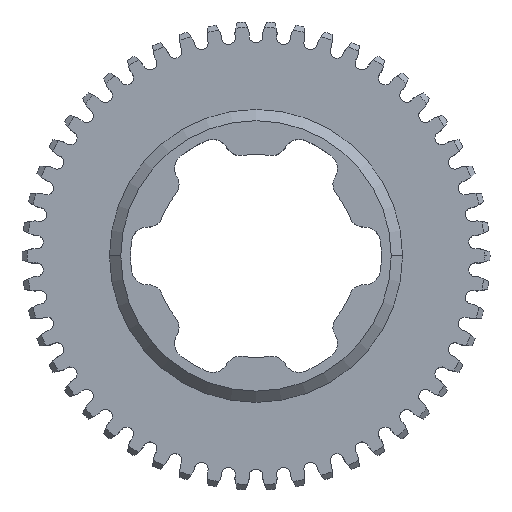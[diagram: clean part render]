
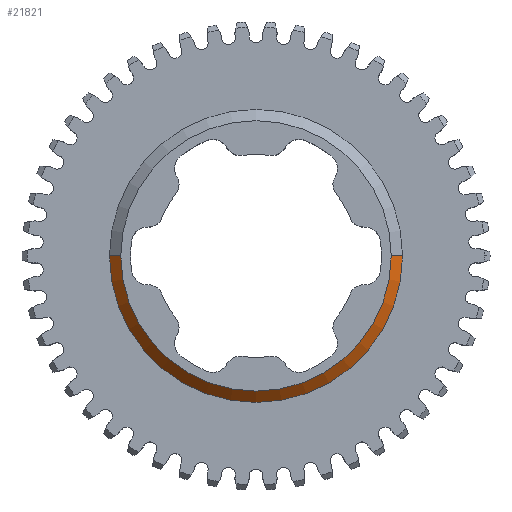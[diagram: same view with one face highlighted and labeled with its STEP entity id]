
A CAD part, top view. The second image highlights one B-rep face of the part: STEP entity #21821.
In plain terms, the highlighted conical face has half-angle 45 degrees and reference radius 20.637 mm.
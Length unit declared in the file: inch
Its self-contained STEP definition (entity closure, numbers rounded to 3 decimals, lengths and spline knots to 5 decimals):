
#457 = VECTOR ( 'NONE', #4875, 39.37008 ) ;
#1121 = DIRECTION ( 'NONE',  ( 1., 0., 0. ) ) ;
#1321 = ORIENTED_EDGE ( 'NONE', *, *, #24689, .F. ) ;
#2070 = DIRECTION ( 'NONE',  ( 0., 0., -1. ) ) ;
#2164 = FACE_OUTER_BOUND ( 'NONE', #14408, .T. ) ;
#2603 = AXIS2_PLACEMENT_3D ( 'NONE', #24679, #15283, #1121 ) ;
#3629 = CIRCLE ( 'NONE', #9865, 0.75 ) ;
#4127 = VERTEX_POINT ( 'NONE', #22459 ) ;
#4231 = CARTESIAN_POINT ( 'NONE',  ( 0., 0., 0.1875 ) ) ;
#4463 = CARTESIAN_POINT ( 'NONE',  ( -0.8125, 0., 0.1875 ) ) ;
#4519 = VECTOR ( 'NONE', #4615, 39.37008 ) ;
#4615 = DIRECTION ( 'NONE',  ( -0.707, 0., -0.707 ) ) ;
#4631 = CARTESIAN_POINT ( 'NONE',  ( 0.8125, 0., 0.1875 ) ) ;
#4875 = DIRECTION ( 'NONE',  ( 0.707, 0., -0.707 ) ) ;
#6255 = CONICAL_SURFACE ( 'NONE', #12894, 0.8125, 0.785 ) ;
#8126 = DIRECTION ( 'NONE',  ( -1., 0., 0. ) ) ;
#9865 = AXIS2_PLACEMENT_3D ( 'NONE', #10247, #2070, #18181 ) ;
#10247 = CARTESIAN_POINT ( 'NONE',  ( 0., 0., 0.25 ) ) ;
#10864 = LINE ( 'NONE', #4631, #457 ) ;
#11159 = VERTEX_POINT ( 'NONE', #4463 ) ;
#12501 = EDGE_CURVE ( 'NONE', #21830, #4127, #3629, .T. ) ;
#12746 = ORIENTED_EDGE ( 'NONE', *, *, #12501, .T. ) ;
#12894 = AXIS2_PLACEMENT_3D ( 'NONE', #4231, #15936, #8126 ) ;
#13193 = ORIENTED_EDGE ( 'NONE', *, *, #22406, .F. ) ;
#13400 = VERTEX_POINT ( 'NONE', #20361 ) ;
#14339 = EDGE_CURVE ( 'NONE', #4127, #11159, #18148, .T. ) ;
#14408 = EDGE_LOOP ( 'NONE', ( #13193, #12746, #18906, #1321 ) ) ;
#15283 = DIRECTION ( 'NONE',  ( 0., 0., -1. ) ) ;
#15936 = DIRECTION ( 'NONE',  ( 0., 0., -1. ) ) ;
#16073 = CARTESIAN_POINT ( 'NONE',  ( -0.8125, 0., 0.1875 ) ) ;
#17873 = CARTESIAN_POINT ( 'NONE',  ( 0.75, 0., 0.25 ) ) ;
#18148 = LINE ( 'NONE', #16073, #4519 ) ;
#18181 = DIRECTION ( 'NONE',  ( -1., 0., 0. ) ) ;
#18906 = ORIENTED_EDGE ( 'NONE', *, *, #14339, .T. ) ;
#20361 = CARTESIAN_POINT ( 'NONE',  ( 0.8125, 0., 0.1875 ) ) ;
#20880 = CIRCLE ( 'NONE', #2603, 0.8125 ) ;
#21821 = ADVANCED_FACE ( 'NONE', ( #2164 ), #6255, .T. ) ;
#21830 = VERTEX_POINT ( 'NONE', #17873 ) ;
#22406 = EDGE_CURVE ( 'NONE', #21830, #13400, #10864, .T. ) ;
#22459 = CARTESIAN_POINT ( 'NONE',  ( -0.75, 0., 0.25 ) ) ;
#24679 = CARTESIAN_POINT ( 'NONE',  ( 0., 0., 0.1875 ) ) ;
#24689 = EDGE_CURVE ( 'NONE', #13400, #11159, #20880, .T. ) ;
